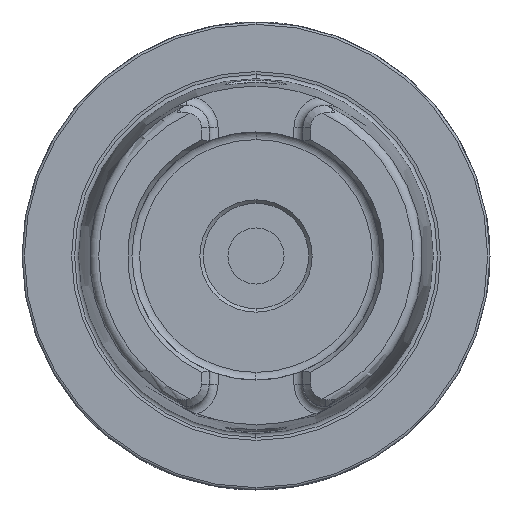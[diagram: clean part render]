
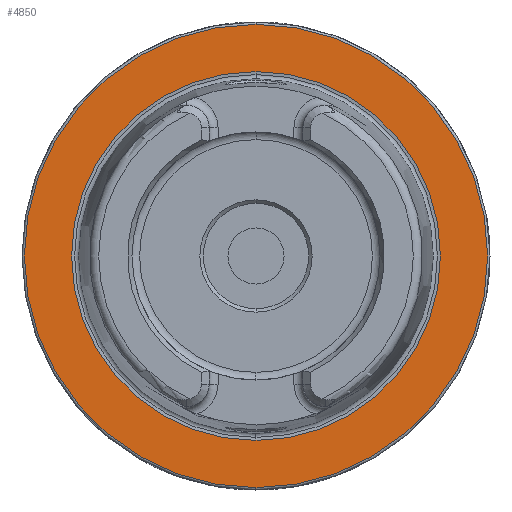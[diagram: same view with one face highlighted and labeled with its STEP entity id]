
A CAD part, left-side view. The second image highlights one B-rep face of the part: STEP entity #4850.
In plain terms, the highlighted planar face has unit normal (-1, 0, 0).
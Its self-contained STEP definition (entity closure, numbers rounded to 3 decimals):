
#657 = VERTEX_POINT ( 'NONE', #11363 ) ;
#1036 = AXIS2_PLACEMENT_3D ( 'NONE', #1916, #8316, #10471 ) ;
#1218 = CARTESIAN_POINT ( 'NONE',  ( 0., 0., 39.405 ) ) ;
#1474 = VERTEX_POINT ( 'NONE', #5345 ) ;
#1916 = CARTESIAN_POINT ( 'NONE',  ( 0., 0., 0. ) ) ;
#2362 = EDGE_LOOP ( 'NONE', ( #9725, #6024 ) ) ;
#2937 = DIRECTION ( 'NONE',  ( -1., 0., 0. ) ) ;
#3377 = ORIENTED_EDGE ( 'NONE', *, *, #11998, .T. ) ;
#3842 = DIRECTION ( 'NONE',  ( 0., 0., 1. ) ) ;
#3867 = FACE_BOUND ( 'NONE', #2362, .T. ) ;
#4602 = CARTESIAN_POINT ( 'NONE',  ( 0., 0., 0. ) ) ;
#4850 = ADVANCED_FACE ( 'NONE', ( #3867, #9592 ), #5071, .F. ) ;
#5006 = CARTESIAN_POINT ( 'NONE',  ( 0., 0., 0. ) ) ;
#5071 = PLANE ( 'NONE',  #13107 ) ;
#5147 = EDGE_CURVE ( 'NONE', #8855, #5928, #7886, .T. ) ;
#5218 = DIRECTION ( 'NONE',  ( 1., 0., 0. ) ) ;
#5345 = CARTESIAN_POINT ( 'NONE',  ( 0., 0., -49.5 ) ) ;
#5519 = EDGE_CURVE ( 'NONE', #5928, #8855, #11073, .T. ) ;
#5682 = DIRECTION ( 'NONE',  ( -1., 0., 0. ) ) ;
#5928 = VERTEX_POINT ( 'NONE', #11368 ) ;
#5988 = ORIENTED_EDGE ( 'NONE', *, *, #7205, .T. ) ;
#6024 = ORIENTED_EDGE ( 'NONE', *, *, #5519, .F. ) ;
#7151 = AXIS2_PLACEMENT_3D ( 'NONE', #4602, #5682, #13192 ) ;
#7205 = EDGE_CURVE ( 'NONE', #1474, #657, #13354, .T. ) ;
#7886 = CIRCLE ( 'NONE', #12758, 39.405 ) ;
#8316 = DIRECTION ( 'NONE',  ( -1., 0., 0. ) ) ;
#8855 = VERTEX_POINT ( 'NONE', #1218 ) ;
#9592 = FACE_OUTER_BOUND ( 'NONE', #12416, .T. ) ;
#9676 = DIRECTION ( 'NONE',  ( 0., 0., -1. ) ) ;
#9692 = AXIS2_PLACEMENT_3D ( 'NONE', #11669, #2937, #12733 ) ;
#9725 = ORIENTED_EDGE ( 'NONE', *, *, #5147, .F. ) ;
#10471 = DIRECTION ( 'NONE',  ( 0., 0., 1. ) ) ;
#11073 = CIRCLE ( 'NONE', #9692, 39.405 ) ;
#11361 = DIRECTION ( 'NONE',  ( -1., 0., 0. ) ) ;
#11363 = CARTESIAN_POINT ( 'NONE',  ( 0., 0., 49.5 ) ) ;
#11368 = CARTESIAN_POINT ( 'NONE',  ( 0., 0., -39.405 ) ) ;
#11669 = CARTESIAN_POINT ( 'NONE',  ( 0., 0., 0. ) ) ;
#11998 = EDGE_CURVE ( 'NONE', #657, #1474, #13342, .T. ) ;
#12416 = EDGE_LOOP ( 'NONE', ( #3377, #5988 ) ) ;
#12597 = CARTESIAN_POINT ( 'NONE',  ( 0., 49.5, 0. ) ) ;
#12733 = DIRECTION ( 'NONE',  ( 0., 0., 1. ) ) ;
#12758 = AXIS2_PLACEMENT_3D ( 'NONE', #5006, #11361, #3842 ) ;
#13107 = AXIS2_PLACEMENT_3D ( 'NONE', #12597, #5218, #9676 ) ;
#13192 = DIRECTION ( 'NONE',  ( 0., 0., 1. ) ) ;
#13342 = CIRCLE ( 'NONE', #7151, 49.5 ) ;
#13354 = CIRCLE ( 'NONE', #1036, 49.5 ) ;
